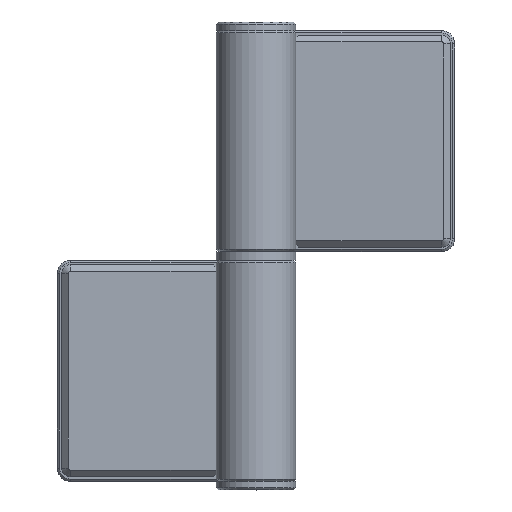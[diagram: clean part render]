
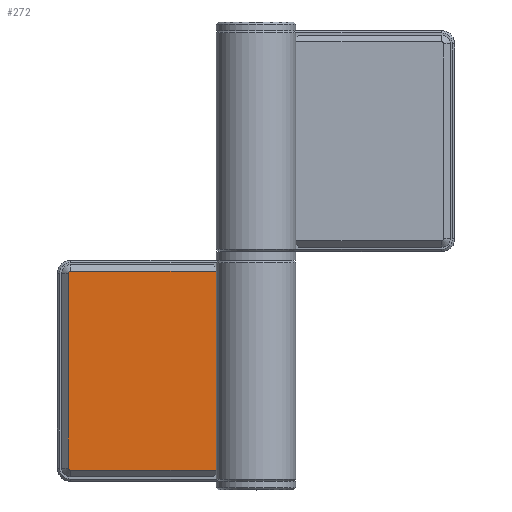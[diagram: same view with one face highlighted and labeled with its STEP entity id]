
A CAD part, top view. The second image highlights one B-rep face of the part: STEP entity #272.
In plain terms, the highlighted planar face has unit normal (0, 0, 1).
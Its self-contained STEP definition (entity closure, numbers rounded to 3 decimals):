
#272=ADVANCED_FACE('',(#728),#729,.T.);
#728=FACE_OUTER_BOUND('',#1384,.T.);
#729=PLANE('',#1385);
#1384=EDGE_LOOP('',(#2131,#2132,#2133,#2134,#2135,#2136));
#1385=AXIS2_PLACEMENT_3D('',#2137,#2138,#2139);
#2131=ORIENTED_EDGE('',*,*,#3883,.T.);
#2132=ORIENTED_EDGE('',*,*,#3884,.T.);
#2133=ORIENTED_EDGE('',*,*,#3885,.T.);
#2134=ORIENTED_EDGE('',*,*,#3863,.T.);
#2135=ORIENTED_EDGE('',*,*,#3880,.T.);
#2136=ORIENTED_EDGE('',*,*,#3886,.T.);
#2137=CARTESIAN_POINT('',(0.,-26.,-2.));
#2138=DIRECTION('',(0.0,0.0,1.0));
#2139=DIRECTION('',(0.0,-1.0,0.0));
#3863=EDGE_CURVE('',#4603,#4604,#4605,.T.);
#3880=EDGE_CURVE('',#4604,#4630,#4631,.T.);
#3883=EDGE_CURVE('',#4634,#4635,#4636,.F.);
#3884=EDGE_CURVE('',#4635,#4637,#4638,.F.);
#3885=EDGE_CURVE('',#4637,#4603,#4639,.F.);
#3886=EDGE_CURVE('',#4630,#4634,#4640,.F.);
#4603=VERTEX_POINT('',#5691);
#4604=VERTEX_POINT('',#5692);
#4605=CIRCLE('',#5693,0.5);
#4630=VERTEX_POINT('',#5726);
#4631=LINE('',#5727,#5728);
#4634=VERTEX_POINT('',#5732);
#4635=VERTEX_POINT('',#5733);
#4636=LINE('',#5734,#5735);
#4637=VERTEX_POINT('',#5736);
#4638=LINE('',#5737,#5738);
#4639=LINE('',#5739,#5740);
#4640=CIRCLE('',#5741,0.5);
#5691=CARTESIAN_POINT('',(-42.,-3.5,-2.));
#5692=CARTESIAN_POINT('',(-42.5,-4.,-2.));
#5693=AXIS2_PLACEMENT_3D('',#7060,#7061,#7062);
#5726=CARTESIAN_POINT('',(-42.5,-48.,-2.));
#5727=CARTESIAN_POINT('',(-42.5,-26.,-2.));
#5728=VECTOR('',#7083,1.0);
#5732=CARTESIAN_POINT('',(-42.,-48.5,-2.));
#5733=CARTESIAN_POINT('',(-9.,-48.5,-2.));
#5734=CARTESIAN_POINT('',(-12.75,-48.5,-2.));
#5735=VECTOR('',#7085,1.0);
#5736=CARTESIAN_POINT('',(-9.,-3.5,-2.));
#5737=CARTESIAN_POINT('',(-9.,-38.,-2.));
#5738=VECTOR('',#7086,1.0);
#5739=CARTESIAN_POINT('',(-12.75,-3.5,-2.));
#5740=VECTOR('',#7087,1.0);
#5741=AXIS2_PLACEMENT_3D('',#7088,#7089,#7090);
#7060=CARTESIAN_POINT('',(-42.,-4.,-2.));
#7061=DIRECTION('',(0.0,0.0,1.0));
#7062=DIRECTION('',(1.0,0.0,0.0));
#7083=DIRECTION('',(0.,-1.0,0.0));
#7085=DIRECTION('',(-1.0,0.,0.0));
#7086=DIRECTION('',(0.0,-1.0,0.0));
#7087=DIRECTION('',(1.0,0.,0.0));
#7088=CARTESIAN_POINT('',(-42.,-48.,-2.));
#7089=DIRECTION('',(0.0,0.0,-1.0));
#7090=DIRECTION('',(1.0,0.0,0.0));
